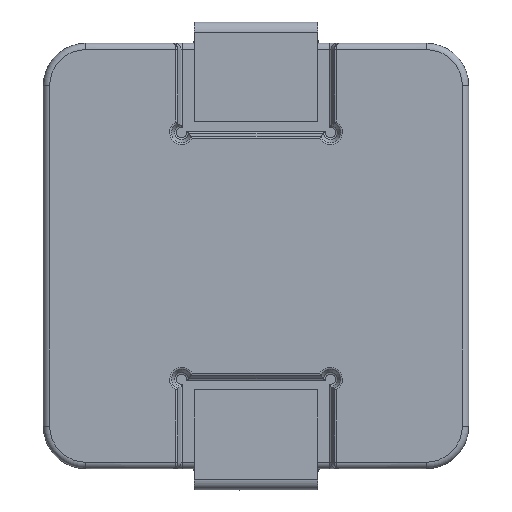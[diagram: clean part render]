
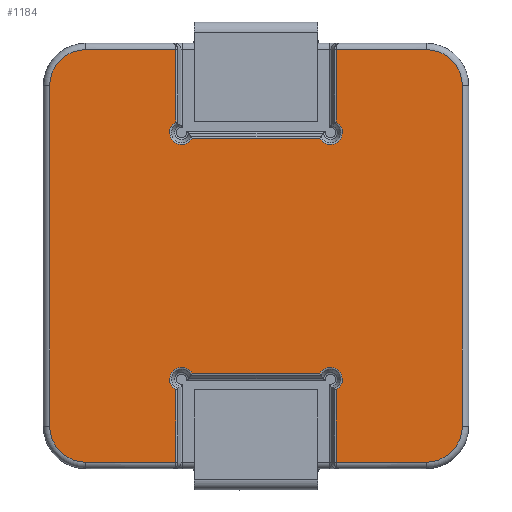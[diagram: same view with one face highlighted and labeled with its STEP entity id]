
A CAD part, top view. The second image highlights one B-rep face of the part: STEP entity #1184.
In plain terms, the highlighted planar face has unit normal (0, 0, 1).
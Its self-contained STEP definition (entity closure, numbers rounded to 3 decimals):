
#967=CIRCLE('',#5731,0.85);
#968=CIRCLE('',#5732,0.281);
#969=CIRCLE('',#5733,0.281);
#970=CIRCLE('',#5734,0.85);
#971=CIRCLE('',#5735,0.85);
#972=CIRCLE('',#5736,0.281);
#973=CIRCLE('',#5737,0.281);
#974=CIRCLE('',#5738,0.85);
#1184=ADVANCED_FACE('',(#1581),#1432,.T.);
#1432=PLANE('',#5739);
#1581=FACE_OUTER_BOUND('',#1985,.T.);
#1985=EDGE_LOOP('',(#2622,#2623,#2624,#2625,#2626,#2627,#2628,#2629,#2630,
#2631,#2632,#2633,#2634,#2635,#2636,#2637,#2638,#2639,#2640,#2641));
#2622=ORIENTED_EDGE('',*,*,#4367,.T.);
#2623=ORIENTED_EDGE('',*,*,#4368,.T.);
#2624=ORIENTED_EDGE('',*,*,#4369,.T.);
#2625=ORIENTED_EDGE('',*,*,#4370,.T.);
#2626=ORIENTED_EDGE('',*,*,#4371,.T.);
#2627=ORIENTED_EDGE('',*,*,#4372,.T.);
#2628=ORIENTED_EDGE('',*,*,#4373,.T.);
#2629=ORIENTED_EDGE('',*,*,#4374,.T.);
#2630=ORIENTED_EDGE('',*,*,#4375,.T.);
#2631=ORIENTED_EDGE('',*,*,#4376,.T.);
#2632=ORIENTED_EDGE('',*,*,#4377,.T.);
#2633=ORIENTED_EDGE('',*,*,#4378,.T.);
#2634=ORIENTED_EDGE('',*,*,#4379,.T.);
#2635=ORIENTED_EDGE('',*,*,#4380,.T.);
#2636=ORIENTED_EDGE('',*,*,#4381,.T.);
#2637=ORIENTED_EDGE('',*,*,#4382,.T.);
#2638=ORIENTED_EDGE('',*,*,#4383,.T.);
#2639=ORIENTED_EDGE('',*,*,#4384,.T.);
#2640=ORIENTED_EDGE('',*,*,#4385,.T.);
#2641=ORIENTED_EDGE('',*,*,#4386,.T.);
#3830=VERTEX_POINT('',#7928);
#3831=VERTEX_POINT('',#7929);
#3832=VERTEX_POINT('',#7931);
#3833=VERTEX_POINT('',#7933);
#3834=VERTEX_POINT('',#7935);
#3835=VERTEX_POINT('',#7937);
#3836=VERTEX_POINT('',#7939);
#3837=VERTEX_POINT('',#7941);
#3838=VERTEX_POINT('',#7943);
#3839=VERTEX_POINT('',#7945);
#3840=VERTEX_POINT('',#7947);
#3841=VERTEX_POINT('',#7949);
#3842=VERTEX_POINT('',#7951);
#3843=VERTEX_POINT('',#7953);
#3844=VERTEX_POINT('',#7955);
#3845=VERTEX_POINT('',#7957);
#3846=VERTEX_POINT('',#7959);
#3847=VERTEX_POINT('',#7961);
#3848=VERTEX_POINT('',#7963);
#3849=VERTEX_POINT('',#7965);
#4367=EDGE_CURVE('',#3830,#3831,#967,.T.);
#4368=EDGE_CURVE('',#3831,#3832,#4959,.T.);
#4369=EDGE_CURVE('',#3832,#3833,#4960,.T.);
#4370=EDGE_CURVE('',#3833,#3834,#968,.T.);
#4371=EDGE_CURVE('',#3834,#3835,#4961,.T.);
#4372=EDGE_CURVE('',#3835,#3836,#969,.T.);
#4373=EDGE_CURVE('',#3836,#3837,#4962,.T.);
#4374=EDGE_CURVE('',#3837,#3838,#4963,.T.);
#4375=EDGE_CURVE('',#3838,#3839,#970,.T.);
#4376=EDGE_CURVE('',#3839,#3840,#4964,.T.);
#4377=EDGE_CURVE('',#3840,#3841,#971,.T.);
#4378=EDGE_CURVE('',#3841,#3842,#4965,.T.);
#4379=EDGE_CURVE('',#3842,#3843,#4966,.T.);
#4380=EDGE_CURVE('',#3843,#3844,#972,.T.);
#4381=EDGE_CURVE('',#3844,#3845,#4967,.T.);
#4382=EDGE_CURVE('',#3845,#3846,#973,.T.);
#4383=EDGE_CURVE('',#3846,#3847,#4968,.T.);
#4384=EDGE_CURVE('',#3847,#3848,#4969,.T.);
#4385=EDGE_CURVE('',#3848,#3849,#974,.T.);
#4386=EDGE_CURVE('',#3849,#3830,#4970,.T.);
#4959=LINE('',#7930,#5241);
#4960=LINE('',#7932,#5242);
#4961=LINE('',#7936,#5243);
#4962=LINE('',#7940,#5244);
#4963=LINE('',#7942,#5245);
#4964=LINE('',#7946,#5246);
#4965=LINE('',#7950,#5247);
#4966=LINE('',#7952,#5248);
#4967=LINE('',#7956,#5249);
#4968=LINE('',#7960,#5250);
#4969=LINE('',#7962,#5251);
#4970=LINE('',#7966,#5252);
#5241=VECTOR('',#6592,1.);
#5242=VECTOR('',#6593,1.);
#5243=VECTOR('',#6596,1.);
#5244=VECTOR('',#6599,1.);
#5245=VECTOR('',#6600,1.);
#5246=VECTOR('',#6603,1.);
#5247=VECTOR('',#6606,1.);
#5248=VECTOR('',#6607,1.);
#5249=VECTOR('',#6610,1.);
#5250=VECTOR('',#6613,1.);
#5251=VECTOR('',#6614,1.);
#5252=VECTOR('',#6617,1.);
#5731=AXIS2_PLACEMENT_3D('',#7927,#6590,#6591);
#5732=AXIS2_PLACEMENT_3D('',#7934,#6594,#6595);
#5733=AXIS2_PLACEMENT_3D('',#7938,#6597,#6598);
#5734=AXIS2_PLACEMENT_3D('',#7944,#6601,#6602);
#5735=AXIS2_PLACEMENT_3D('',#7948,#6604,#6605);
#5736=AXIS2_PLACEMENT_3D('',#7954,#6608,#6609);
#5737=AXIS2_PLACEMENT_3D('',#7958,#6611,#6612);
#5738=AXIS2_PLACEMENT_3D('',#7964,#6615,#6616);
#5739=AXIS2_PLACEMENT_3D('',#7967,#6618,#6619);
#6590=DIRECTION('',(0.,0.,1.));
#6591=DIRECTION('',(1.,0.,0.));
#6592=DIRECTION('',(1.,0.,0.));
#6593=DIRECTION('',(0.,1.,0.));
#6594=DIRECTION('',(0.,0.,-1.));
#6595=DIRECTION('',(1.,0.,0.));
#6596=DIRECTION('',(1.,0.,0.));
#6597=DIRECTION('',(0.,0.,-1.));
#6598=DIRECTION('',(1.,0.,0.));
#6599=DIRECTION('',(0.,-1.,0.));
#6600=DIRECTION('',(1.,0.,0.));
#6601=DIRECTION('',(0.,0.,1.));
#6602=DIRECTION('',(1.,0.,0.));
#6603=DIRECTION('',(0.,1.,0.));
#6604=DIRECTION('',(0.,0.,1.));
#6605=DIRECTION('',(1.,0.,0.));
#6606=DIRECTION('',(-1.,0.,0.));
#6607=DIRECTION('',(0.,-1.,0.));
#6608=DIRECTION('',(0.,0.,-1.));
#6609=DIRECTION('',(1.,0.,0.));
#6610=DIRECTION('',(-1.,0.,0.));
#6611=DIRECTION('',(0.,0.,-1.));
#6612=DIRECTION('',(1.,0.,0.));
#6613=DIRECTION('',(0.,1.,0.));
#6614=DIRECTION('',(-1.,0.,0.));
#6615=DIRECTION('',(0.,0.,1.));
#6616=DIRECTION('',(1.,0.,0.));
#6617=DIRECTION('',(0.,-1.,0.));
#6618=DIRECTION('',(0.,0.,1.));
#6619=DIRECTION('',(1.,0.,0.));
#7927=CARTESIAN_POINT('',(-4.,-4.,3.1));
#7928=CARTESIAN_POINT('',(-4.85,-4.,3.1));
#7929=CARTESIAN_POINT('',(-4.,-4.85,3.1));
#7930=CARTESIAN_POINT('',(-1.881,-4.85,3.1));
#7931=CARTESIAN_POINT('',(-1.881,-4.85,3.1));
#7932=CARTESIAN_POINT('',(-1.881,-4.,3.1));
#7933=CARTESIAN_POINT('',(-1.881,-3.149,3.1));
#7934=CARTESIAN_POINT('',(-1.75,-2.9,3.1));
#7935=CARTESIAN_POINT('',(-1.501,-2.769,3.1));
#7936=CARTESIAN_POINT('',(4.,-2.769,3.1));
#7937=CARTESIAN_POINT('',(1.501,-2.769,3.1));
#7938=CARTESIAN_POINT('',(1.75,-2.9,3.1));
#7939=CARTESIAN_POINT('',(1.881,-3.149,3.1));
#7940=CARTESIAN_POINT('',(1.881,-4.,3.1));
#7941=CARTESIAN_POINT('',(1.881,-4.85,3.1));
#7942=CARTESIAN_POINT('',(4.,-4.85,3.1));
#7943=CARTESIAN_POINT('',(4.,-4.85,3.1));
#7944=CARTESIAN_POINT('',(4.,-4.,3.1));
#7945=CARTESIAN_POINT('',(4.85,-4.,3.1));
#7946=CARTESIAN_POINT('',(4.85,4.,3.1));
#7947=CARTESIAN_POINT('',(4.85,4.,3.1));
#7948=CARTESIAN_POINT('',(4.,4.,3.1));
#7949=CARTESIAN_POINT('',(4.,4.85,3.1));
#7950=CARTESIAN_POINT('',(1.881,4.85,3.1));
#7951=CARTESIAN_POINT('',(1.881,4.85,3.1));
#7952=CARTESIAN_POINT('',(1.881,-4.,3.1));
#7953=CARTESIAN_POINT('',(1.881,3.149,3.1));
#7954=CARTESIAN_POINT('',(1.75,2.9,3.1));
#7955=CARTESIAN_POINT('',(1.501,2.769,3.1));
#7956=CARTESIAN_POINT('',(4.,2.769,3.1));
#7957=CARTESIAN_POINT('',(-1.501,2.769,3.1));
#7958=CARTESIAN_POINT('',(-1.75,2.9,3.1));
#7959=CARTESIAN_POINT('',(-1.881,3.149,3.1));
#7960=CARTESIAN_POINT('',(-1.881,-4.,3.1));
#7961=CARTESIAN_POINT('',(-1.881,4.85,3.1));
#7962=CARTESIAN_POINT('',(-4.,4.85,3.1));
#7963=CARTESIAN_POINT('',(-4.,4.85,3.1));
#7964=CARTESIAN_POINT('',(-4.,4.,3.1));
#7965=CARTESIAN_POINT('',(-4.85,4.,3.1));
#7966=CARTESIAN_POINT('',(-4.85,-4.,3.1));
#7967=CARTESIAN_POINT('',(4.,-4.,3.1));
